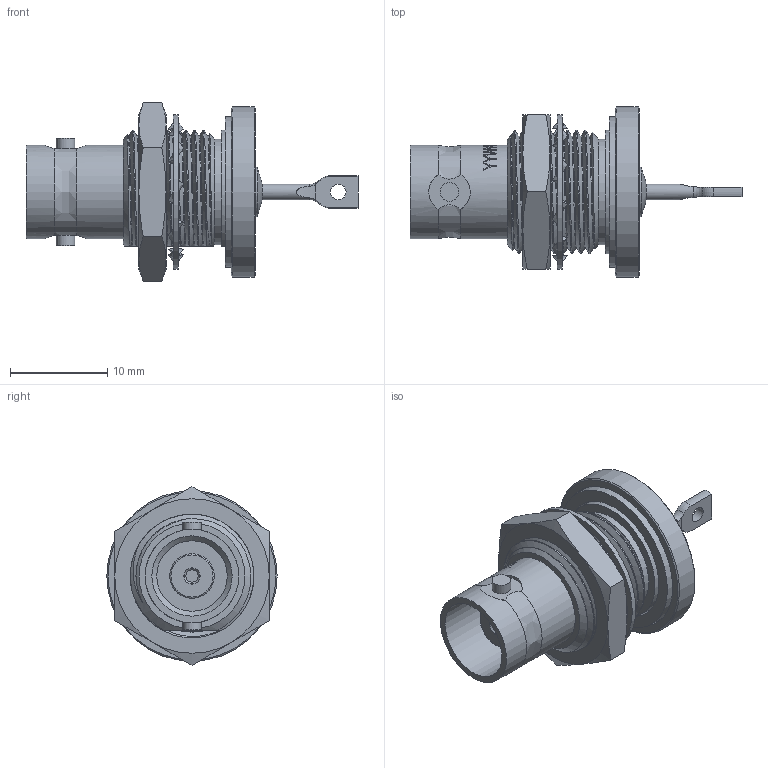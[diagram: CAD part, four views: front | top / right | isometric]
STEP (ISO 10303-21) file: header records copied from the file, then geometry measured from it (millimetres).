
FILE_DESCRIPTION (( 'STEP AP203' ), '1' );
FILE_NAME ('SC6005_3D.step', '2022-09-29T20:37:27', ( '' ), ( '' ), 'SwSTEP 2.0', 'SolidWorks 2021', '' );
FILE_SCHEMA (( 'CONFIG_CONTROL_DESIGN' ));
Products named in the file (1): SC6005_3D
Bounding box: 34.11 x 17.5 x 18.33 mm (x, y, z)
Volume: 2465.7 mm3; surface area: 3005.8 mm2
Topology: 4 solids, 4 shells, 356 faces, 990 edges, 667 vertices
Faces by surface type: bspline 206, cylinder 65, plane 54, cone 25, torus 5, sphere 1
Full cylindrical faces by diameter (mm): 1.6 x2, 1.905 x2, 4.572 x1, 5.08 x1, 7.62 x1, 8.255 x1, 9.601 x2, 10.881 x1, 12.7 x1, 13 x1, 15.494 x1, 15.748 x1, 15.875 x1, 17.501 x1
Entity records: 31019 total; most frequent: CARTESIAN_POINT 23846, ORIENTED_EDGE 1906, EDGE_CURVE 953, DIRECTION 728, VERTEX_POINT 656, B_SPLINE_CURVE_WITH_KNOTS 594, EDGE_LOOP 413, FACE_OUTER_BOUND 373
